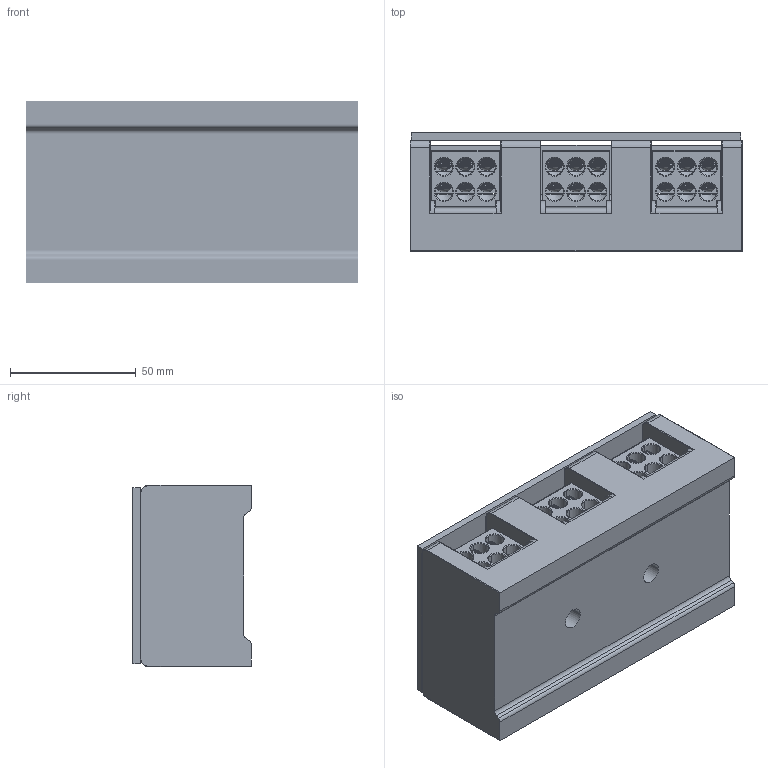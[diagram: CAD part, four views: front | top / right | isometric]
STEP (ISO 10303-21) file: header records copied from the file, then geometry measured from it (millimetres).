
FILE_DESCRIPTION((''),'2;1');
FILE_NAME('UDJ-2003_6_16','2024-07-04T',('dell'),(''),'PRO/ENGINEER BY PARAMETRIC TECHNOLOGY CORPORATION, 2013230','PRO/ENGINEER BY PARAMETRIC TECHNOLOGY CORPORATION, 2013230','');
FILE_SCHEMA(('AUTOMOTIVE_DESIGN { 1 0 10303 214 1 1 1 1 }'));
Products named in the file (1): UDJ-2003_6_16
Bounding box: 132 x 47 x 72 mm (x, y, z)
Volume: 300872.5 mm3; surface area: 96224.7 mm2
Topology: 1 solids, 29 shells, 2495 faces, 7592 edges, 4891 vertices
Faces by surface type: plane 1261, cylinder 688, cone 234, bspline 229, sphere 48, torus 28, extrusion 7
Entity records: 128270 total; most frequent: CARTESIAN_POINT 64032, ORIENTED_EDGE 15004, DIRECTION 11265, EDGE_CURVE 7502, VERTEX_POINT 4891, VECTOR 4077, LINE 4070, AXIS2_PLACEMENT_3D 3594
